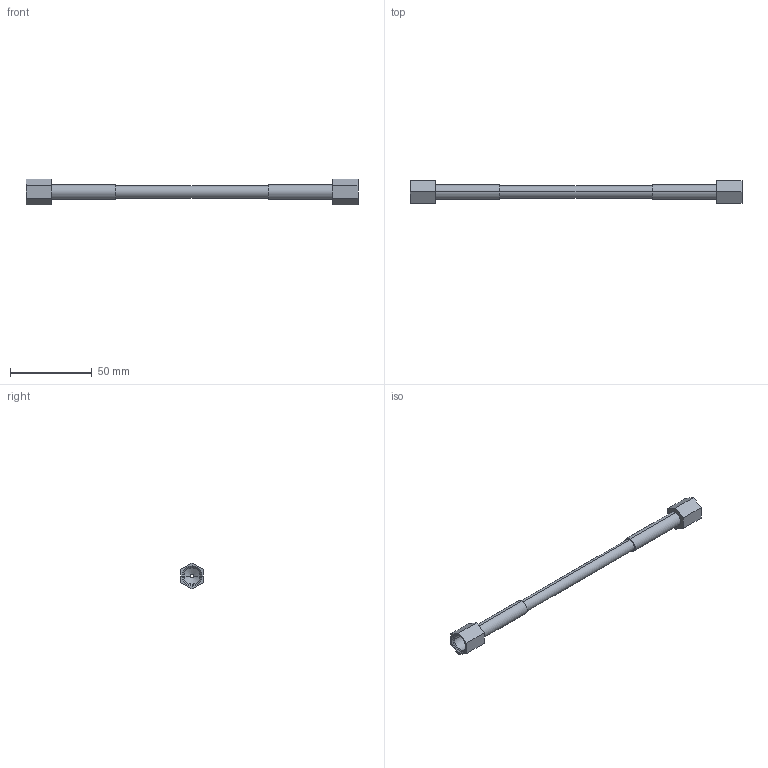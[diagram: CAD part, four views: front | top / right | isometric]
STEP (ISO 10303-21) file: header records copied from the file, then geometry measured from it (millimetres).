
FILE_DESCRIPTION((''),'2;1');
FILE_NAME('ILC35111208','2021-01-25T',('rkuestersteffen'),(''),'PRO/ENGINEER BY PARAMETRIC TECHNOLOGY CORPORATION, 2017170','PRO/ENGINEER BY PARAMETRIC TECHNOLOGY CORPORATION, 2017170','');
FILE_SCHEMA(('AUTOMOTIVE_DESIGN { 1 0 10303 214 1 1 1 1 }'));
Length unit declared in the file: inch
Products named in the file (1): ILC35111208
Bounding box: 203.2 x 13.72 x 15.84 mm (x, y, z)
Volume: 11754.8 mm3; surface area: 8665.1 mm2
Topology: 1 solids, 3 shells, 44 faces, 104 edges, 68 vertices
Faces by surface type: plane 20, cylinder 16, cone 8
Entity records: 1544 total; most frequent: DIRECTION 238, CARTESIAN_POINT 219, ORIENTED_EDGE 200, EDGE_CURVE 104, AXIS2_PLACEMENT_3D 89, VERTEX_POINT 68, VECTOR 60, LINE 60
